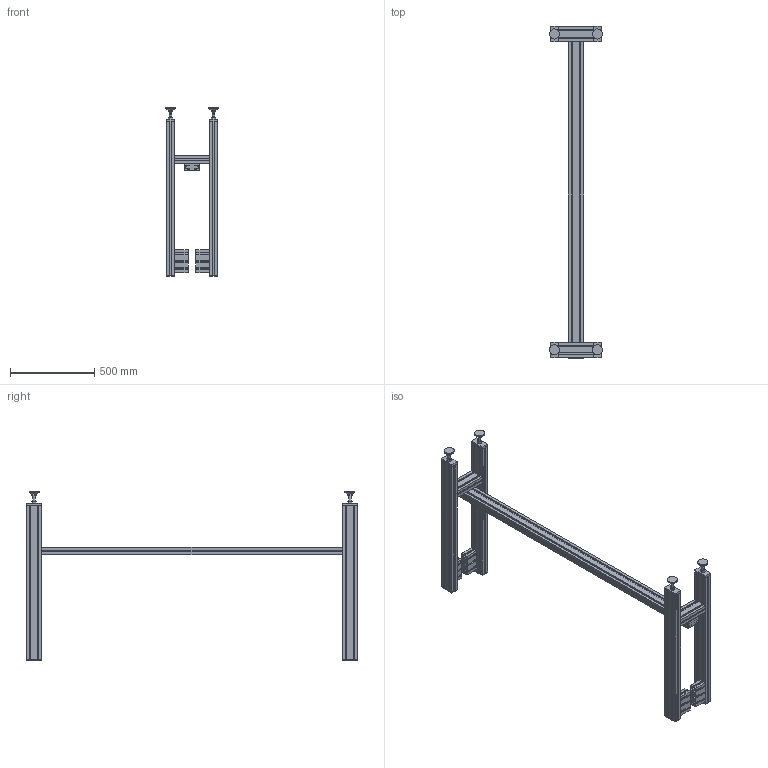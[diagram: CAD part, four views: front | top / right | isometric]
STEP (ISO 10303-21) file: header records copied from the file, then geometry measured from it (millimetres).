
FILE_DESCRIPTION((''),'2;1');
FILE_NAME('147788_CHA_04_000_ASM','2022-12-17T14:38:27',('michi'),(''),'CREO PARAMETRIC BY PTC INC, 2020342','CREO PARAMETRIC BY PTC INC, 2020342','');
FILE_SCHEMA(('CONFIG_CONTROL_DESIGN'));
Length unit declared in the file: millimetre
Products named in the file (27): S_X_F3LIDO1-747; S_X_F3LIDO2-748; S_X_F3LIDO3-749; S_X_F3LIDO4-750; S_X_F3LIDO6-751; S_X_F3LIDO7-752; S_X_F3LIDO8-753; S_X_F3LIDO9-754; S_X_F3LIDO11-755; S_X_F3LIDO20-756; S_X_F3LIDO21-757; S_X_F3LIDO22-758; S_X_F3LIDO23-759; S_X_F3LIDO25-760; S_X_F3LIDO26-761; S_X_F3LIDO27-762; S_X_F3LIDO28-763; S_X_F3LIDO30-764; S_X_F3LIDO39-765; S_X_F3LIDO40-766; S_X_F3LIDO49-767; S_X_F3LIDO50-768; S_X_F3LIDO51-769; S_X_F3LIDO52-770; S_X_F3LIDO53-771; 147788_CHA_04_000_SIMPLIFICADO_ASM; 147788_CHA_04_000_ASM
Assembly tree (26 placements, depth 3):
  147788_CHA_04_000_ASM
    147788_CHA_04_000_SIMPLIFICADO_ASM
      S_X_F3LIDO1-747
      S_X_F3LIDO2-748
      S_X_F3LIDO3-749
      S_X_F3LIDO4-750
      S_X_F3LIDO6-751
      S_X_F3LIDO7-752
      S_X_F3LIDO8-753
      S_X_F3LIDO9-754
      S_X_F3LIDO11-755
      S_X_F3LIDO20-756
      S_X_F3LIDO21-757
      S_X_F3LIDO22-758
      S_X_F3LIDO23-759
      S_X_F3LIDO25-760
      S_X_F3LIDO26-761
      S_X_F3LIDO27-762
      S_X_F3LIDO28-763
      S_X_F3LIDO30-764
      S_X_F3LIDO39-765
      S_X_F3LIDO40-766
      S_X_F3LIDO49-767
      S_X_F3LIDO50-768
      S_X_F3LIDO51-769
      S_X_F3LIDO52-770
      S_X_F3LIDO53-771
Bounding box: 314.97 x 1971 x 1002.9 mm (x, y, z)
Volume: 19918526.7 mm3; surface area: 3604956.3 mm2
Topology: 25 solids, 25 shells, 846 faces, 2320 edges, 1540 vertices
Faces by surface type: plane 790, cylinder 24, cone 24, torus 8
Entity records: 27258 total; most frequent: CARTESIAN_POINT 5132, ORIENTED_EDGE 4640, DIRECTION 4220, EDGE_CURVE 2320, VECTOR 2172, LINE 2172, VERTEX_POINT 1540, AXIS2_PLACEMENT_3D 1024
